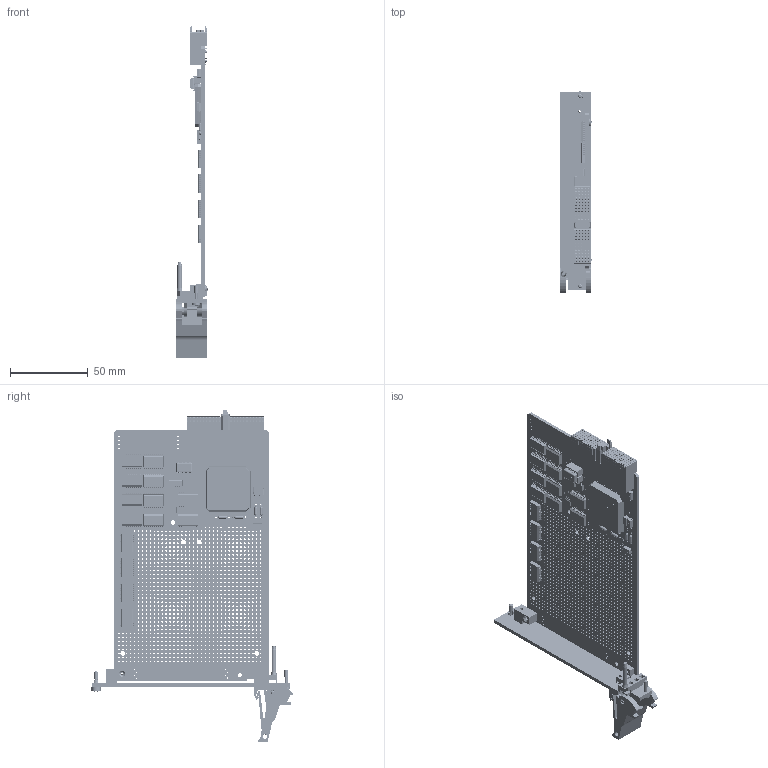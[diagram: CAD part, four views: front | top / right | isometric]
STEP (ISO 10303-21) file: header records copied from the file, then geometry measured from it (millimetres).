
FILE_DESCRIPTION (( 'STEP AP214' ), '1' );
FILE_NAME ('40-220-001-S1 PXI 2SLT Blank FP Prototype Card.STEP', '2013-08-22T11:27:07', ( 'admin' ), ( '' ), 'SwSTEP 2.0', 'SolidWorks 2012', '' );
FILE_SCHEMA (( 'AUTOMOTIVE_DESIGN' ));
Length unit declared in the file: millimetre
Products named in the file (1): 40-220-001-S1 PXI  2SLT Blank FP Prototype Card
Bounding box: 20.06 x 129.67 x 214 mm (x, y, z)
Surface area: 65342.4 mm2 (no closed solid volume)
Topology: 0 solids, 545 shells, 4891 faces, 20596 edges, 15751 vertices
Faces by surface type: plane 3013, cylinder 1814, torus 22, cone 18, bspline 12, sphere 12
Full cylindrical faces by diameter (mm): 0.3 x15, 0.5 x1, 0.6 x110, 0.864 x8, 0.889 x1, 0.914 x7, 0.966 x2, 0.991 x2, 1.016 x1145, 1.496 x2, 1.864 x4, 2 x5, 2.05 x2, 2.134 x1, 2.497 x1, 2.5 x3, 2.6 x1, 2.718 x1, 2.8 x1, 2.997 x3, 3 x3, 4.7 x1, 5 x3, 5.3 x1, 5.9 x1, 6 x1
Entity records: 270041 total; most frequent: CARTESIAN_POINT 50385, DIRECTION 33601, ORIENTED_EDGE 26955, EDGE_CURVE 19092, VERTEX_POINT 15612, VECTOR 12953, LINE 12953, AXIS2_PLACEMENT_3D 10324
